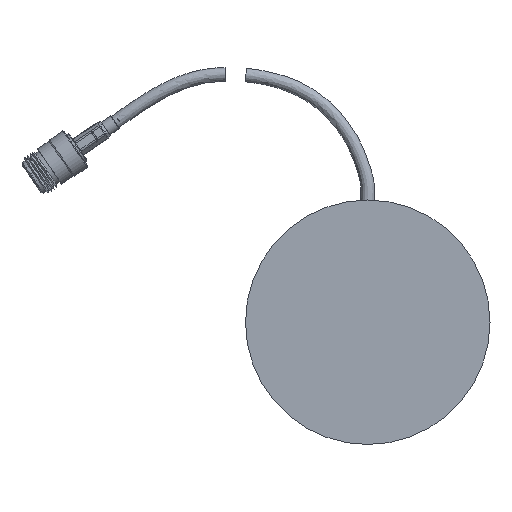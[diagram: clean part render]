
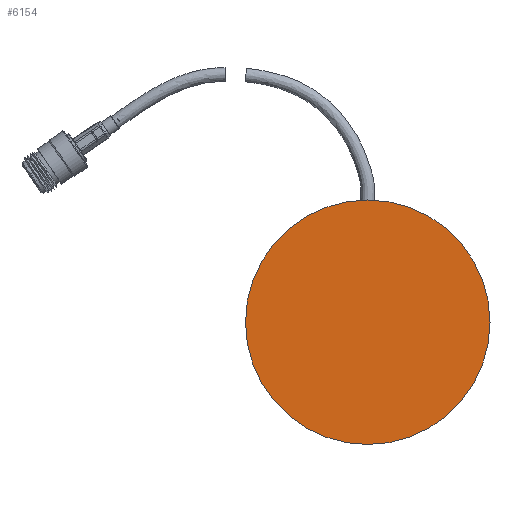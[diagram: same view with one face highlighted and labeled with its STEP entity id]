
A CAD part, front view. The second image highlights one B-rep face of the part: STEP entity #6154.
In plain terms, the highlighted planar face has unit normal (0, -1, 0).
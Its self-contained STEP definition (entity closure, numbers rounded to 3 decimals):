
#256 = DIRECTION ( 'NONE',  ( 0., -1., 0. ) ) ;
#985 = CIRCLE ( 'NONE', #6798, 44.45 ) ;
#1598 = ORIENTED_EDGE ( 'NONE', *, *, #6416, .T. ) ;
#1938 = FACE_OUTER_BOUND ( 'NONE', #5856, .T. ) ;
#3203 = DIRECTION ( 'NONE',  ( 0., 1., 0. ) ) ;
#4252 = CARTESIAN_POINT ( 'NONE',  ( 0., 0., 0. ) ) ;
#4513 = PLANE ( 'NONE',  #5184 ) ;
#4921 = DIRECTION ( 'NONE',  ( 0., 0., -1. ) ) ;
#5184 = AXIS2_PLACEMENT_3D ( 'NONE', #7195, #3203, #7862 ) ;
#5856 = EDGE_LOOP ( 'NONE', ( #1598 ) ) ;
#6154 = ADVANCED_FACE ( 'NONE', ( #1938 ), #4513, .F. ) ;
#6416 = EDGE_CURVE ( 'NONE', #7573, #7573, #985, .T. ) ;
#6798 = AXIS2_PLACEMENT_3D ( 'NONE', #4252, #256, #4921 ) ;
#7082 = CARTESIAN_POINT ( 'NONE',  ( 0., 0., -44.45 ) ) ;
#7195 = CARTESIAN_POINT ( 'NONE',  ( -44.45, 0., 0. ) ) ;
#7573 = VERTEX_POINT ( 'NONE', #7082 ) ;
#7862 = DIRECTION ( 'NONE',  ( 0., 0., 1. ) ) ;
